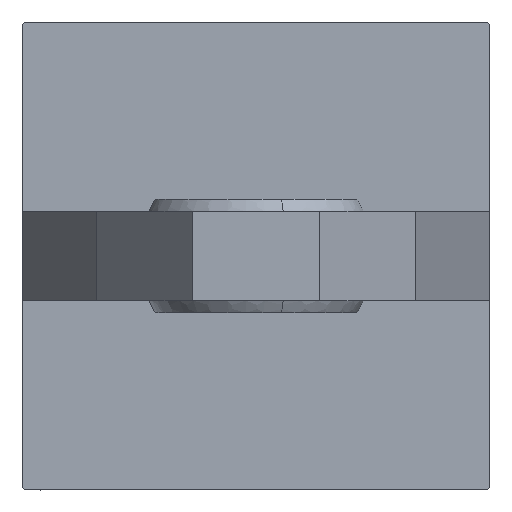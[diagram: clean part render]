
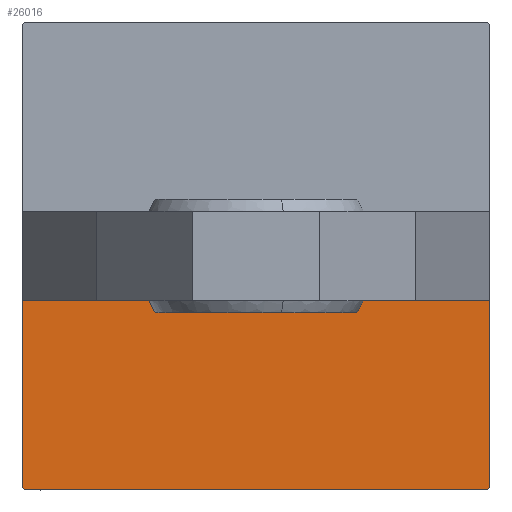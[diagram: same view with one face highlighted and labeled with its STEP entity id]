
A CAD part, left-side view. The second image highlights one B-rep face of the part: STEP entity #26016.
In plain terms, the highlighted planar face has unit normal (-1, 0, 0).
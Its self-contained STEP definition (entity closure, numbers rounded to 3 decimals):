
#1683 = CARTESIAN_POINT ( 'NONE',  ( 0., -11., 57.5 ) ) ;
#2682 = EDGE_CURVE ( 'NONE', #48618, #24421, #27391, .T. ) ;
#4636 = CARTESIAN_POINT ( 'NONE',  ( 0., -57.5, 57.5 ) ) ;
#4754 = VERTEX_POINT ( 'NONE', #1683 ) ;
#5191 = VECTOR ( 'NONE', #42636, 1000. ) ;
#8244 = DIRECTION ( 'NONE',  ( 0., 0., -1. ) ) ;
#10534 = LINE ( 'NONE', #40832, #27437 ) ;
#12864 = ORIENTED_EDGE ( 'NONE', *, *, #22322, .T. ) ;
#13276 = DIRECTION ( 'NONE',  ( 0., -0.707, 0.707 ) ) ;
#13646 = DIRECTION ( 'NONE',  ( 0., 0., -1. ) ) ;
#14280 = VECTOR ( 'NONE', #8244, 1000. ) ;
#15678 = VECTOR ( 'NONE', #13276, 1000. ) ;
#18678 = LINE ( 'NONE', #42484, #37956 ) ;
#19168 = ORIENTED_EDGE ( 'NONE', *, *, #41156, .T. ) ;
#20558 = ORIENTED_EDGE ( 'NONE', *, *, #33693, .T. ) ;
#22322 = EDGE_CURVE ( 'NONE', #4754, #35118, #10534, .T. ) ;
#23726 = CARTESIAN_POINT ( 'NONE',  ( 0., -57.5, 57. ) ) ;
#24421 = VERTEX_POINT ( 'NONE', #39704 ) ;
#25137 = ORIENTED_EDGE ( 'NONE', *, *, #39760, .F. ) ;
#26016 = ADVANCED_FACE ( 'NONE', ( #43578 ), #35309, .T. ) ;
#26596 = EDGE_CURVE ( 'NONE', #48618, #41525, #46250, .T. ) ;
#27391 = LINE ( 'NONE', #4636, #14280 ) ;
#27437 = VECTOR ( 'NONE', #13646, 1000. ) ;
#28041 = DIRECTION ( 'NONE',  ( 0., 0., 1. ) ) ;
#29027 = CARTESIAN_POINT ( 'NONE',  ( 0., 57.5, -57.5 ) ) ;
#30216 = CARTESIAN_POINT ( 'NONE',  ( 0., -57.25, 57.25 ) ) ;
#33225 = CARTESIAN_POINT ( 'NONE',  ( 0., -57., -57.5 ) ) ;
#33693 = EDGE_CURVE ( 'NONE', #35118, #44065, #45324, .T. ) ;
#34434 = EDGE_LOOP ( 'NONE', ( #25137, #12864, #20558, #19168, #40881, #49697 ) ) ;
#35118 = VERTEX_POINT ( 'NONE', #47033 ) ;
#35309 = PLANE ( 'NONE',  #46455 ) ;
#37956 = VECTOR ( 'NONE', #49726, 1000. ) ;
#39704 = CARTESIAN_POINT ( 'NONE',  ( 0., -57.5, -57. ) ) ;
#39760 = EDGE_CURVE ( 'NONE', #4754, #41525, #18678, .T. ) ;
#39914 = CARTESIAN_POINT ( 'NONE',  ( 0., -57., 57.5 ) ) ;
#40832 = CARTESIAN_POINT ( 'NONE',  ( 0., -11., 57.5 ) ) ;
#40881 = ORIENTED_EDGE ( 'NONE', *, *, #2682, .F. ) ;
#41134 = VECTOR ( 'NONE', #48693, 1000. ) ;
#41156 = EDGE_CURVE ( 'NONE', #44065, #24421, #48717, .T. ) ;
#41525 = VERTEX_POINT ( 'NONE', #39914 ) ;
#42484 = CARTESIAN_POINT ( 'NONE',  ( 0., 57.5, 57.5 ) ) ;
#42636 = DIRECTION ( 'NONE',  ( 0., 0.707, 0.707 ) ) ;
#43578 = FACE_OUTER_BOUND ( 'NONE', #34434, .T. ) ;
#44065 = VERTEX_POINT ( 'NONE', #33225 ) ;
#45324 = LINE ( 'NONE', #29027, #41134 ) ;
#46250 = LINE ( 'NONE', #30216, #5191 ) ;
#46455 = AXIS2_PLACEMENT_3D ( 'NONE', #47695, #47449, #28041 ) ;
#47033 = CARTESIAN_POINT ( 'NONE',  ( 0., -11., -57.5 ) ) ;
#47449 = DIRECTION ( 'NONE',  ( -1., 0., 0. ) ) ;
#47695 = CARTESIAN_POINT ( 'NONE',  ( 0., 0., 0. ) ) ;
#48618 = VERTEX_POINT ( 'NONE', #23726 ) ;
#48693 = DIRECTION ( 'NONE',  ( 0., -1., 0. ) ) ;
#48717 = LINE ( 'NONE', #49482, #15678 ) ;
#49482 = CARTESIAN_POINT ( 'NONE',  ( 0., -57.25, -57.25 ) ) ;
#49697 = ORIENTED_EDGE ( 'NONE', *, *, #26596, .T. ) ;
#49726 = DIRECTION ( 'NONE',  ( 0., -1., 0. ) ) ;
